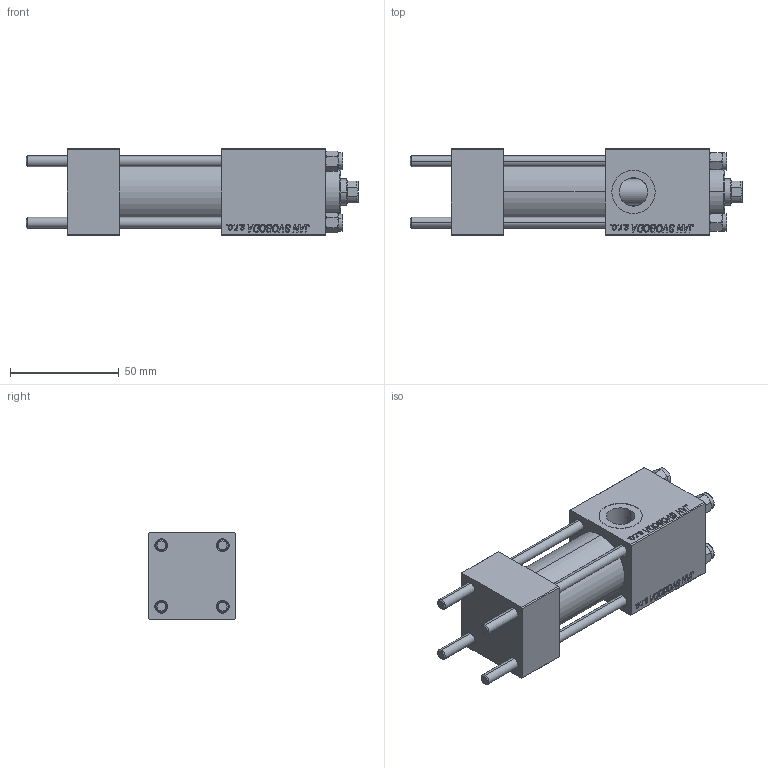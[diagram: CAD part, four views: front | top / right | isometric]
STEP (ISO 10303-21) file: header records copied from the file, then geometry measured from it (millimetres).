
FILE_DESCRIPTION (( 'STEP AP203' ), '1' );
FILE_NAME ('8e08.STEP', '2023-08-22T19:37:04', ( '' ), ( '' ), 'SwSTEP 2.0', 'SolidWorks 2019', '' );
FILE_SCHEMA (( 'CONFIG_CONTROL_DESIGN' ));
Length unit declared in the file: millimetre
Products named in the file (6): CR025_012_A_0_G_A_G_M_020_+#_##_TYCINKA bc3ac25d1cc6e7ad7a0c8da1f2ed0a4d; 8e08; V215CR_BODY_A bc3ac25d1cc6e7ad7a0c8da1f2ed0a4d; V215_VC_A bc3ac25d1cc6e7ad7a0c8da1f2ed0a4d; V215CR_VCP bc3ac25d1cc6e7ad7a0c8da1f2ed0a4d; NUT_M5 bc3ac25d1cc6e7ad7a0c8da1f2ed0a4d
Assembly tree (11 placements, depth 2):
  8e08
    V215CR_BODY_A bc3ac25d1cc6e7ad7a0c8da1f2ed0a4d
    CR025_012_A_0_G_A_G_M_020_+#_##_TYCINKA bc3ac25d1cc6e7ad7a0c8da1f2ed0a4d  x4
    NUT_M5 bc3ac25d1cc6e7ad7a0c8da1f2ed0a4d  x4
    V215CR_VCP bc3ac25d1cc6e7ad7a0c8da1f2ed0a4d
    V215_VC_A bc3ac25d1cc6e7ad7a0c8da1f2ed0a4d
Bounding box: 153 x 40 x 40 mm (x, y, z)
Volume: 144743.4 mm3; surface area: 58872.5 mm2
Topology: 11 solids, 11 shells, 1132 faces, 2846 edges, 1843 vertices
Faces by surface type: plane 517, bspline 392, cone 136, cylinder 79, torus 8
Entity records: 49804 total; most frequent: CARTESIAN_POINT 27028, ORIENTED_EDGE 5184, DIRECTION 3222, EDGE_CURVE 2592, VERTEX_POINT 1699, LINE 1580, VECTOR 1580, EDGE_LOOP 1139
